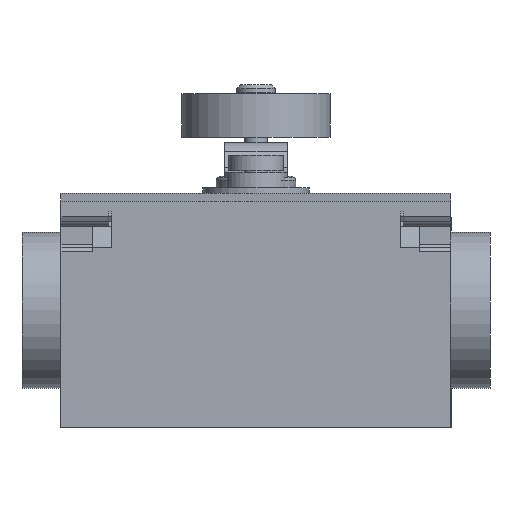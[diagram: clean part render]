
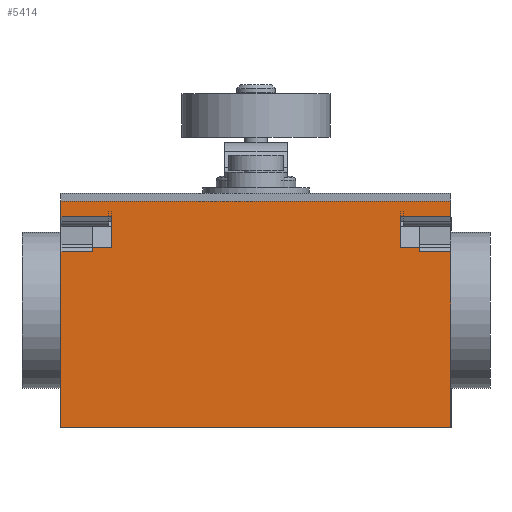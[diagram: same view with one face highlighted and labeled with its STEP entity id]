
A CAD part, front view. The second image highlights one B-rep face of the part: STEP entity #5414.
In plain terms, the highlighted planar face has unit normal (0, -1, 0).
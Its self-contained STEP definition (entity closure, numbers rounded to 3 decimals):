
#4725=CARTESIAN_POINT('',(43.5,0.,22.999));
#4726=VERTEX_POINT('',#4725);
#4760=CARTESIAN_POINT('',(43.5,0.,27.0));
#4761=VERTEX_POINT('',#4760);
#4768=CARTESIAN_POINT('',(43.5,0.,22.999));
#4769=DIRECTION('',(0.0,0.0,1.0));
#4770=VECTOR('',#4769,4.001);
#4771=LINE('',#4768,#4770);
#4772=EDGE_CURVE('',#4726,#4761,#4771,.T.);
#4782=CARTESIAN_POINT('',(6.5,0.,27.0));
#4783=VERTEX_POINT('',#4782);
#4819=CARTESIAN_POINT('',(6.5,0.,22.999));
#4820=VERTEX_POINT('',#4819);
#4827=CARTESIAN_POINT('',(6.5,0.,27.0));
#4828=DIRECTION('',(0.0,0.0,-1.0));
#4829=VECTOR('',#4828,4.001);
#4830=LINE('',#4827,#4829);
#4831=EDGE_CURVE('',#4783,#4820,#4830,.T.);
#4895=CARTESIAN_POINT('',(0.0,0.,27.0));
#4896=VERTEX_POINT('',#4895);
#4903=CARTESIAN_POINT('',(0.0,0.,29.0));
#4904=VERTEX_POINT('',#4903);
#4905=CARTESIAN_POINT('',(0.0,0.,27.0));
#4906=DIRECTION('',(0.0,0.0,1.0));
#4907=VECTOR('',#4906,2.0);
#4908=LINE('',#4905,#4907);
#4909=EDGE_CURVE('',#4896,#4904,#4908,.T.);
#4935=CARTESIAN_POINT('',(0.0,0.0,0.0));
#4936=VERTEX_POINT('',#4935);
#4943=CARTESIAN_POINT('',(0.0,0.,22.5));
#4944=VERTEX_POINT('',#4943);
#4945=CARTESIAN_POINT('',(0.0,0.,0.0));
#4946=DIRECTION('',(0.0,0.0,1.0));
#4947=VECTOR('',#4946,22.5);
#4948=LINE('',#4945,#4947);
#4949=EDGE_CURVE('',#4936,#4944,#4948,.T.);
#4994=CARTESIAN_POINT('',(6.5,0.,27.0));
#4995=DIRECTION('',(-1.0,0.0,0.0));
#4996=VECTOR('',#4995,6.5);
#4997=LINE('',#4994,#4996);
#4998=EDGE_CURVE('',#4783,#4896,#4997,.T.);
#5227=CARTESIAN_POINT('',(4.0,0.,22.5));
#5228=VERTEX_POINT('',#5227);
#5236=CARTESIAN_POINT('',(4.0,0.,22.999));
#5237=VERTEX_POINT('',#5236);
#5238=CARTESIAN_POINT('',(4.0,0.,22.5));
#5239=DIRECTION('',(0.0,0.0,1.0));
#5240=VECTOR('',#5239,0.499);
#5241=LINE('',#5238,#5240);
#5242=EDGE_CURVE('',#5228,#5237,#5241,.T.);
#5270=CARTESIAN_POINT('',(6.5,0.,22.999));
#5271=DIRECTION('',(-1.0,0.0,0.0));
#5272=VECTOR('',#5271,2.5);
#5273=LINE('',#5270,#5272);
#5274=EDGE_CURVE('',#4820,#5237,#5273,.T.);
#5304=CARTESIAN_POINT('',(0.0,0.,22.5));
#5305=DIRECTION('',(1.0,0.0,0.0));
#5306=VECTOR('',#5305,4.0);
#5307=LINE('',#5304,#5306);
#5308=EDGE_CURVE('',#4944,#5228,#5307,.T.);
#5320=CARTESIAN_POINT('',(50.,0.,29.0));
#5321=VERTEX_POINT('',#5320);
#5322=CARTESIAN_POINT('',(0.0,0.,29.));
#5323=DIRECTION('',(1.0,0.0,0.0));
#5324=VECTOR('',#5323,50.);
#5325=LINE('',#5322,#5324);
#5326=EDGE_CURVE('',#4904,#5321,#5325,.T.);
#5346=CARTESIAN_POINT('',(41.1,0.,0.));
#5347=DIRECTION('',(0.0,-1.0,0.0));
#5348=DIRECTION('',(0.0,0.0,1.0));
#5349=AXIS2_PLACEMENT_3D('',#5346,#5347,#5348);
#5350=PLANE('',#5349);
#5351=CARTESIAN_POINT('',(50.,0.0,0.0));
#5352=VERTEX_POINT('',#5351);
#5353=CARTESIAN_POINT('',(0.0,0.,0.));
#5354=DIRECTION('',(1.0,0.0,0.0));
#5355=VECTOR('',#5354,50.);
#5356=LINE('',#5353,#5355);
#5357=EDGE_CURVE('',#4936,#5352,#5356,.T.);
#5358=ORIENTED_EDGE('',*,*,#5357,.T.);
#5359=CARTESIAN_POINT('',(50.,0.,22.5));
#5360=VERTEX_POINT('',#5359);
#5361=CARTESIAN_POINT('',(50.,0.,0.0));
#5362=DIRECTION('',(0.0,0.0,1.0));
#5363=VECTOR('',#5362,22.5);
#5364=LINE('',#5361,#5363);
#5365=EDGE_CURVE('',#5352,#5360,#5364,.T.);
#5366=ORIENTED_EDGE('',*,*,#5365,.T.);
#5367=CARTESIAN_POINT('',(46.,0.,22.5));
#5368=VERTEX_POINT('',#5367);
#5369=CARTESIAN_POINT('',(50.,0.,22.5));
#5370=DIRECTION('',(-1.0,0.0,0.0));
#5371=VECTOR('',#5370,4.0);
#5372=LINE('',#5369,#5371);
#5373=EDGE_CURVE('',#5360,#5368,#5372,.T.);
#5374=ORIENTED_EDGE('',*,*,#5373,.T.);
#5375=CARTESIAN_POINT('',(46.,0.,22.999));
#5376=VERTEX_POINT('',#5375);
#5377=CARTESIAN_POINT('',(46.,0.,22.5));
#5378=DIRECTION('',(0.0,0.0,1.0));
#5379=VECTOR('',#5378,0.499);
#5380=LINE('',#5377,#5379);
#5381=EDGE_CURVE('',#5368,#5376,#5380,.T.);
#5382=ORIENTED_EDGE('',*,*,#5381,.T.);
#5383=CARTESIAN_POINT('',(43.5,0.,22.999));
#5384=DIRECTION('',(1.0,0.0,0.0));
#5385=VECTOR('',#5384,2.5);
#5386=LINE('',#5383,#5385);
#5387=EDGE_CURVE('',#4726,#5376,#5386,.T.);
#5388=ORIENTED_EDGE('',*,*,#5387,.F.);
#5389=ORIENTED_EDGE('',*,*,#4772,.T.);
#5390=CARTESIAN_POINT('',(50.,0.,27.0));
#5391=VERTEX_POINT('',#5390);
#5392=CARTESIAN_POINT('',(43.5,0.,27.0));
#5393=DIRECTION('',(1.0,0.0,0.0));
#5394=VECTOR('',#5393,6.5);
#5395=LINE('',#5392,#5394);
#5396=EDGE_CURVE('',#4761,#5391,#5395,.T.);
#5397=ORIENTED_EDGE('',*,*,#5396,.T.);
#5398=CARTESIAN_POINT('',(50.,0.,27.0));
#5399=DIRECTION('',(0.0,0.0,1.0));
#5400=VECTOR('',#5399,2.0);
#5401=LINE('',#5398,#5400);
#5402=EDGE_CURVE('',#5391,#5321,#5401,.T.);
#5403=ORIENTED_EDGE('',*,*,#5402,.T.);
#5404=ORIENTED_EDGE('',*,*,#5326,.F.);
#5405=ORIENTED_EDGE('',*,*,#4909,.F.);
#5406=ORIENTED_EDGE('',*,*,#4998,.F.);
#5407=ORIENTED_EDGE('',*,*,#4831,.T.);
#5408=ORIENTED_EDGE('',*,*,#5274,.T.);
#5409=ORIENTED_EDGE('',*,*,#5242,.F.);
#5410=ORIENTED_EDGE('',*,*,#5308,.F.);
#5411=ORIENTED_EDGE('',*,*,#4949,.F.);
#5412=EDGE_LOOP('',(#5358,#5366,#5374,#5382,#5388,#5389,#5397,#5403,#5404,#5405,#5406,#5407,#5408,#5409,#5410,#5411));
#5413=FACE_OUTER_BOUND('',#5412,.T.);
#5414=ADVANCED_FACE('',(#5413),#5350,.T.);
